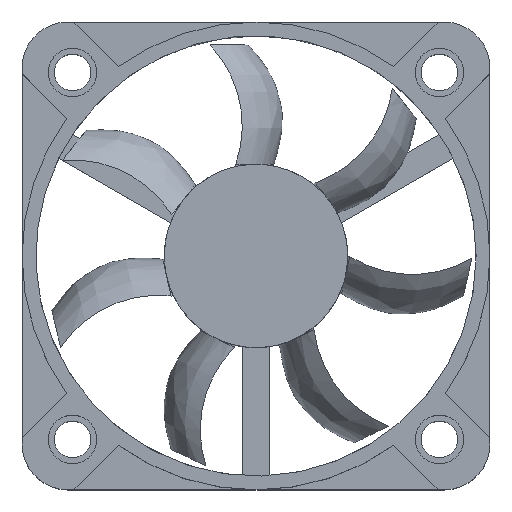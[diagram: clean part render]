
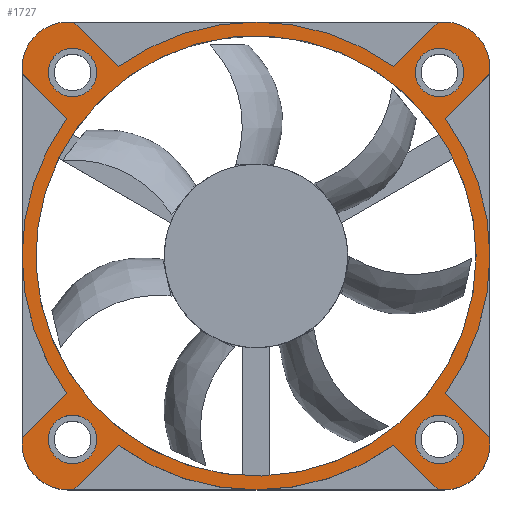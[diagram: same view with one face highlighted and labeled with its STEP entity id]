
A CAD part, top view. The second image highlights one B-rep face of the part: STEP entity #1727.
In plain terms, the highlighted planar face has unit normal (0, 0, 1).
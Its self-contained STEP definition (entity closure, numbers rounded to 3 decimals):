
#26=FACE_BOUND('',#316,.T.);
#27=FACE_BOUND('',#317,.T.);
#28=FACE_BOUND('',#318,.T.);
#29=FACE_BOUND('',#319,.T.);
#30=FACE_BOUND('',#320,.T.);
#90=PLANE('',#1934);
#193=FACE_OUTER_BOUND('',#315,.T.);
#315=EDGE_LOOP('',(#1456,#1457,#1458,#1459,#1460,#1461,#1462,#1463,#1464,
#1465,#1466,#1467,#1468,#1469,#1470,#1471,#1472,#1473,#1474,#1475,#1476,
#1477,#1478,#1479));
#316=EDGE_LOOP('',(#1480));
#317=EDGE_LOOP('',(#1481));
#318=EDGE_LOOP('',(#1482));
#319=EDGE_LOOP('',(#1483));
#320=EDGE_LOOP('',(#1484));
#416=CIRCLE('',#1858,24.);
#428=CIRCLE('',#1872,2.65);
#431=CIRCLE('',#1877,2.65);
#434=CIRCLE('',#1882,2.65);
#437=CIRCLE('',#1887,2.65);
#448=CIRCLE('',#1919,25.5);
#450=CIRCLE('',#1922,25.5);
#452=CIRCLE('',#1925,25.5);
#456=CIRCLE('',#1933,25.5);
#457=CIRCLE('',#1935,5.);
#458=CIRCLE('',#1936,5.);
#459=CIRCLE('',#1937,5.);
#460=CIRCLE('',#1938,5.);
#509=LINE('',#3443,#607);
#513=LINE('',#3452,#611);
#517=LINE('',#3461,#615);
#521=LINE('',#3470,#619);
#525=LINE('',#3479,#623);
#529=LINE('',#3488,#627);
#537=LINE('',#3521,#635);
#540=LINE('',#3527,#638);
#543=LINE('',#3538,#641);
#544=LINE('',#3541,#642);
#545=LINE('',#3543,#643);
#546=LINE('',#3546,#644);
#547=LINE('',#3548,#645);
#548=LINE('',#3551,#646);
#549=LINE('',#3553,#647);
#550=LINE('',#3556,#648);
#607=VECTOR('',#2326,6.878);
#611=VECTOR('',#2332,6.878);
#615=VECTOR('',#2338,6.878);
#619=VECTOR('',#2344,6.878);
#623=VECTOR('',#2350,6.878);
#627=VECTOR('',#2356,6.878);
#635=VECTOR('',#2396,6.878);
#638=VECTOR('',#2401,6.878);
#641=VECTOR('',#2416,0.657);
#642=VECTOR('',#2419,0.657);
#643=VECTOR('',#2420,0.657);
#644=VECTOR('',#2423,0.657);
#645=VECTOR('',#2424,0.657);
#646=VECTOR('',#2427,0.657);
#647=VECTOR('',#2428,0.657);
#648=VECTOR('',#2431,0.657);
#748=VERTEX_POINT('',#3260);
#764=VERTEX_POINT('',#3361);
#767=VERTEX_POINT('',#3369);
#770=VERTEX_POINT('',#3377);
#773=VERTEX_POINT('',#3385);
#789=VERTEX_POINT('',#3440);
#790=VERTEX_POINT('',#3442);
#793=VERTEX_POINT('',#3449);
#794=VERTEX_POINT('',#3451);
#797=VERTEX_POINT('',#3458);
#798=VERTEX_POINT('',#3460);
#801=VERTEX_POINT('',#3467);
#802=VERTEX_POINT('',#3469);
#805=VERTEX_POINT('',#3476);
#806=VERTEX_POINT('',#3478);
#809=VERTEX_POINT('',#3485);
#810=VERTEX_POINT('',#3487);
#814=VERTEX_POINT('',#3503);
#818=VERTEX_POINT('',#3518);
#819=VERTEX_POINT('',#3520);
#821=VERTEX_POINT('',#3526);
#823=VERTEX_POINT('',#3537);
#824=VERTEX_POINT('',#3539);
#825=VERTEX_POINT('',#3542);
#826=VERTEX_POINT('',#3544);
#827=VERTEX_POINT('',#3547);
#828=VERTEX_POINT('',#3549);
#829=VERTEX_POINT('',#3552);
#830=VERTEX_POINT('',#3554);
#952=EDGE_CURVE('',#748,#748,#416,.T.);
#970=EDGE_CURVE('',#764,#764,#428,.T.);
#973=EDGE_CURVE('',#767,#767,#431,.T.);
#976=EDGE_CURVE('',#770,#770,#434,.T.);
#979=EDGE_CURVE('',#773,#773,#437,.T.);
#1007=EDGE_CURVE('',#790,#789,#509,.T.);
#1011=EDGE_CURVE('',#794,#793,#513,.T.);
#1015=EDGE_CURVE('',#798,#797,#517,.T.);
#1019=EDGE_CURVE('',#802,#801,#521,.T.);
#1023=EDGE_CURVE('',#806,#805,#525,.T.);
#1027=EDGE_CURVE('',#810,#809,#529,.T.);
#1035=EDGE_CURVE('',#814,#806,#448,.T.);
#1038=EDGE_CURVE('',#809,#798,#450,.T.);
#1040=EDGE_CURVE('',#801,#790,#452,.T.);
#1044=EDGE_CURVE('',#819,#818,#537,.T.);
#1047=EDGE_CURVE('',#821,#814,#540,.T.);
#1052=EDGE_CURVE('',#793,#819,#456,.T.);
#1053=EDGE_CURVE('',#797,#823,#543,.T.);
#1054=EDGE_CURVE('',#823,#824,#457,.T.);
#1055=EDGE_CURVE('',#824,#802,#544,.T.);
#1056=EDGE_CURVE('',#789,#825,#545,.T.);
#1057=EDGE_CURVE('',#825,#826,#458,.T.);
#1058=EDGE_CURVE('',#826,#794,#546,.T.);
#1059=EDGE_CURVE('',#818,#827,#547,.T.);
#1060=EDGE_CURVE('',#827,#828,#459,.T.);
#1061=EDGE_CURVE('',#828,#821,#548,.T.);
#1062=EDGE_CURVE('',#805,#829,#549,.T.);
#1063=EDGE_CURVE('',#829,#830,#460,.T.);
#1064=EDGE_CURVE('',#830,#810,#550,.T.);
#1456=ORIENTED_EDGE('',*,*,#1038,.T.);
#1457=ORIENTED_EDGE('',*,*,#1015,.T.);
#1458=ORIENTED_EDGE('',*,*,#1053,.T.);
#1459=ORIENTED_EDGE('',*,*,#1054,.T.);
#1460=ORIENTED_EDGE('',*,*,#1055,.T.);
#1461=ORIENTED_EDGE('',*,*,#1019,.T.);
#1462=ORIENTED_EDGE('',*,*,#1040,.T.);
#1463=ORIENTED_EDGE('',*,*,#1007,.T.);
#1464=ORIENTED_EDGE('',*,*,#1056,.T.);
#1465=ORIENTED_EDGE('',*,*,#1057,.T.);
#1466=ORIENTED_EDGE('',*,*,#1058,.T.);
#1467=ORIENTED_EDGE('',*,*,#1011,.T.);
#1468=ORIENTED_EDGE('',*,*,#1052,.T.);
#1469=ORIENTED_EDGE('',*,*,#1044,.T.);
#1470=ORIENTED_EDGE('',*,*,#1059,.T.);
#1471=ORIENTED_EDGE('',*,*,#1060,.T.);
#1472=ORIENTED_EDGE('',*,*,#1061,.T.);
#1473=ORIENTED_EDGE('',*,*,#1047,.T.);
#1474=ORIENTED_EDGE('',*,*,#1035,.T.);
#1475=ORIENTED_EDGE('',*,*,#1023,.T.);
#1476=ORIENTED_EDGE('',*,*,#1062,.T.);
#1477=ORIENTED_EDGE('',*,*,#1063,.T.);
#1478=ORIENTED_EDGE('',*,*,#1064,.T.);
#1479=ORIENTED_EDGE('',*,*,#1027,.T.);
#1480=ORIENTED_EDGE('',*,*,#970,.T.);
#1481=ORIENTED_EDGE('',*,*,#973,.T.);
#1482=ORIENTED_EDGE('',*,*,#976,.T.);
#1483=ORIENTED_EDGE('',*,*,#979,.T.);
#1484=ORIENTED_EDGE('',*,*,#952,.T.);
#1727=ADVANCED_FACE('',(#193,#26,#27,#28,#29,#30),#90,.T.);
#1858=AXIS2_PLACEMENT_3D('',#3261,#2202,#2203);
#1872=AXIS2_PLACEMENT_3D('',#3362,#2236,#2237);
#1877=AXIS2_PLACEMENT_3D('',#3370,#2246,#2247);
#1882=AXIS2_PLACEMENT_3D('',#3378,#2256,#2257);
#1887=AXIS2_PLACEMENT_3D('',#3386,#2266,#2267);
#1919=AXIS2_PLACEMENT_3D('',#3504,#2375,#2376);
#1922=AXIS2_PLACEMENT_3D('',#3509,#2382,#2383);
#1925=AXIS2_PLACEMENT_3D('',#3512,#2388,#2389);
#1933=AXIS2_PLACEMENT_3D('',#3535,#2412,#2413);
#1934=AXIS2_PLACEMENT_3D('',#3536,#2414,#2415);
#1935=AXIS2_PLACEMENT_3D('',#3540,#2417,#2418);
#1936=AXIS2_PLACEMENT_3D('',#3545,#2421,#2422);
#1937=AXIS2_PLACEMENT_3D('',#3550,#2425,#2426);
#1938=AXIS2_PLACEMENT_3D('',#3555,#2429,#2430);
#2202=DIRECTION('center_axis',(0.,0.,-1.));
#2203=DIRECTION('ref_axis',(-1.,0.,0.));
#2236=DIRECTION('center_axis',(0.,0.,-1.));
#2237=DIRECTION('ref_axis',(0.,1.,0.));
#2246=DIRECTION('center_axis',(0.,0.,-1.));
#2247=DIRECTION('ref_axis',(1.,0.,0.));
#2256=DIRECTION('center_axis',(0.,0.,-1.));
#2257=DIRECTION('ref_axis',(0.,-1.,0.));
#2266=DIRECTION('center_axis',(0.,0.,-1.));
#2267=DIRECTION('ref_axis',(-1.,0.,0.));
#2326=DIRECTION('',(0.707,0.707,0.));
#2332=DIRECTION('',(-0.707,-0.707,0.));
#2338=DIRECTION('',(0.707,-0.707,0.));
#2344=DIRECTION('',(-0.707,0.707,0.));
#2350=DIRECTION('',(-0.707,-0.707,0.));
#2356=DIRECTION('',(0.707,0.707,0.));
#2375=DIRECTION('center_axis',(0.,0.,1.));
#2376=DIRECTION('ref_axis',(-1.,0.,0.));
#2382=DIRECTION('center_axis',(0.,0.,1.));
#2383=DIRECTION('ref_axis',(-1.,0.,0.));
#2388=DIRECTION('center_axis',(0.,0.,1.));
#2389=DIRECTION('ref_axis',(-1.,0.,0.));
#2396=DIRECTION('',(-0.707,0.707,0.));
#2401=DIRECTION('',(0.707,-0.707,0.));
#2412=DIRECTION('center_axis',(0.,0.,1.));
#2413=DIRECTION('ref_axis',(-1.,0.,0.));
#2414=DIRECTION('center_axis',(0.,0.,1.));
#2415=DIRECTION('ref_axis',(1.,0.,0.));
#2416=DIRECTION('',(1.,0.,0.));
#2417=DIRECTION('center_axis',(0.,0.,1.));
#2418=DIRECTION('ref_axis',(0.,-1.,0.));
#2419=DIRECTION('',(0.,1.,0.));
#2420=DIRECTION('',(0.,1.,0.));
#2421=DIRECTION('center_axis',(0.,0.,1.));
#2422=DIRECTION('ref_axis',(1.,0.,0.));
#2423=DIRECTION('',(-1.,0.,0.));
#2424=DIRECTION('',(-1.,0.,0.));
#2425=DIRECTION('center_axis',(0.,0.,1.));
#2426=DIRECTION('ref_axis',(0.,1.,0.));
#2427=DIRECTION('',(0.,-1.,0.));
#2428=DIRECTION('',(0.,-1.,0.));
#2429=DIRECTION('center_axis',(0.,0.,1.));
#2430=DIRECTION('ref_axis',(-1.,0.,0.));
#2431=DIRECTION('',(1.,0.,0.));
#3260=CARTESIAN_POINT('',(24.,0.,10.));
#3261=CARTESIAN_POINT('Origin',(0.,0.,10.));
#3361=CARTESIAN_POINT('',(20.,17.35,10.));
#3362=CARTESIAN_POINT('Origin',(20.,20.,10.));
#3369=CARTESIAN_POINT('',(17.35,-20.,10.));
#3370=CARTESIAN_POINT('Origin',(20.,-20.,10.));
#3377=CARTESIAN_POINT('',(-20.,-17.35,10.));
#3378=CARTESIAN_POINT('Origin',(-20.,-20.,10.));
#3385=CARTESIAN_POINT('',(-17.35,20.,10.));
#3386=CARTESIAN_POINT('Origin',(-20.,20.,10.));
#3440=CARTESIAN_POINT('',(25.5,19.843,10.));
#3442=CARTESIAN_POINT('',(20.636,14.98,10.));
#3443=CARTESIAN_POINT('',(20.636,14.98,10.));
#3449=CARTESIAN_POINT('',(14.98,20.636,10.));
#3451=CARTESIAN_POINT('',(19.843,25.5,10.));
#3452=CARTESIAN_POINT('',(19.843,25.5,10.));
#3458=CARTESIAN_POINT('',(19.843,-25.5,10.));
#3460=CARTESIAN_POINT('',(14.98,-20.636,10.));
#3461=CARTESIAN_POINT('',(14.98,-20.636,10.));
#3467=CARTESIAN_POINT('',(20.636,-14.98,10.));
#3469=CARTESIAN_POINT('',(25.5,-19.843,10.));
#3470=CARTESIAN_POINT('',(25.5,-19.843,10.));
#3476=CARTESIAN_POINT('',(-25.5,-19.843,10.));
#3478=CARTESIAN_POINT('',(-20.636,-14.98,10.));
#3479=CARTESIAN_POINT('',(-20.636,-14.98,10.));
#3485=CARTESIAN_POINT('',(-14.98,-20.636,10.));
#3487=CARTESIAN_POINT('',(-19.843,-25.5,10.));
#3488=CARTESIAN_POINT('',(-19.843,-25.5,10.));
#3503=CARTESIAN_POINT('',(-20.636,14.98,10.));
#3504=CARTESIAN_POINT('Origin',(0.,0.,10.));
#3509=CARTESIAN_POINT('Origin',(0.,0.,10.));
#3512=CARTESIAN_POINT('Origin',(0.,0.,10.));
#3518=CARTESIAN_POINT('',(-19.843,25.5,10.));
#3520=CARTESIAN_POINT('',(-14.98,20.636,10.));
#3521=CARTESIAN_POINT('',(-14.98,20.636,10.));
#3526=CARTESIAN_POINT('',(-25.5,19.843,10.));
#3527=CARTESIAN_POINT('',(-25.5,19.843,10.));
#3535=CARTESIAN_POINT('Origin',(0.,0.,10.));
#3536=CARTESIAN_POINT('Origin',(0.,0.,
10.));
#3537=CARTESIAN_POINT('',(20.5,-25.5,10.));
#3538=CARTESIAN_POINT('',(0.,-25.5,10.));
#3539=CARTESIAN_POINT('',(25.5,-20.5,10.));
#3540=CARTESIAN_POINT('Origin',(20.5,-20.5,10.));
#3541=CARTESIAN_POINT('',(25.5,-20.5,10.));
#3542=CARTESIAN_POINT('',(25.5,20.5,10.));
#3543=CARTESIAN_POINT('',(25.5,0.,10.));
#3544=CARTESIAN_POINT('',(20.5,25.5,10.));
#3545=CARTESIAN_POINT('Origin',(20.5,20.5,10.));
#3546=CARTESIAN_POINT('',(20.5,25.5,10.));
#3547=CARTESIAN_POINT('',(-20.5,25.5,10.));
#3548=CARTESIAN_POINT('',(0.,25.5,10.));
#3549=CARTESIAN_POINT('',(-25.5,20.5,10.));
#3550=CARTESIAN_POINT('Origin',(-20.5,20.5,10.));
#3551=CARTESIAN_POINT('',(-25.5,20.5,10.));
#3552=CARTESIAN_POINT('',(-25.5,-20.5,10.));
#3553=CARTESIAN_POINT('',(-25.5,0.,10.));
#3554=CARTESIAN_POINT('',(-20.5,-25.5,10.));
#3555=CARTESIAN_POINT('Origin',(-20.5,-20.5,10.));
#3556=CARTESIAN_POINT('',(-20.5,-25.5,10.));
